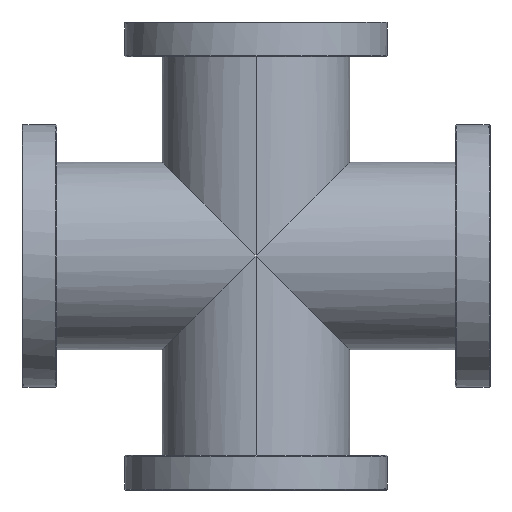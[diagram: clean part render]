
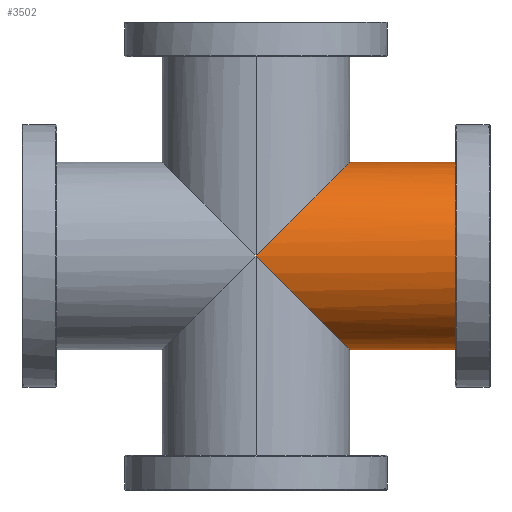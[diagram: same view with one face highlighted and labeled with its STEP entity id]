
A CAD part, left-side view. The second image highlights one B-rep face of the part: STEP entity #3502.
In plain terms, the highlighted cylindrical face has radius 54 mm (diameter 108 mm), a partial arc.
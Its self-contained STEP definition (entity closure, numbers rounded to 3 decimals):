
#104 = CARTESIAN_POINT ( 'NONE',  ( 0., -54., 54. ) ) ;
#116 = DIRECTION ( 'NONE',  ( 0., -1., 0. ) ) ;
#231 =( BOUNDED_CURVE ( )  B_SPLINE_CURVE ( 3, ( #1424, #1566, #1844, #1895 ),
 .UNSPECIFIED., .F., .T. ) 
 B_SPLINE_CURVE_WITH_KNOTS ( ( 4, 4 ),
 ( 4.712, 6.283 ),
 .UNSPECIFIED. ) 
 CURVE ( )  GEOMETRIC_REPRESENTATION_ITEM ( )  RATIONAL_B_SPLINE_CURVE ( ( 1., 0.805, 0.805, 1. ) ) 
 REPRESENTATION_ITEM ( '' )  );
#262 = VERTEX_POINT ( 'NONE', #1740 ) ;
#293 = VERTEX_POINT ( 'NONE', #1819 ) ;
#469 = ORIENTED_EDGE ( 'NONE', *, *, #4982, .F. ) ;
#621 = CARTESIAN_POINT ( 'NONE',  ( 0., -54., 54. ) ) ;
#709 = EDGE_CURVE ( 'NONE', #3618, #293, #231, .T. ) ;
#794 = CARTESIAN_POINT ( 'NONE',  ( 0., -123.9, 0. ) ) ;
#811 = CARTESIAN_POINT ( 'NONE',  ( -31.632, -54., 54. ) ) ;
#1034 = LINE ( 'NONE', #3565, #1953 ) ;
#1149 = DIRECTION ( 'NONE',  ( 0., -1., 0. ) ) ;
#1250 = CARTESIAN_POINT ( 'NONE',  ( -54., 0., 0. ) ) ;
#1309 = AXIS2_PLACEMENT_3D ( 'NONE', #4340, #1149, #1562 ) ;
#1424 = CARTESIAN_POINT ( 'NONE',  ( -54., 0., 0. ) ) ;
#1562 = DIRECTION ( 'NONE',  ( 0., 0., -1. ) ) ;
#1566 = CARTESIAN_POINT ( 'NONE',  ( -54., -31.632, -31.632 ) ) ;
#1740 = CARTESIAN_POINT ( 'NONE',  ( 0., -123.9, -54. ) ) ;
#1754 = VERTEX_POINT ( 'NONE', #2757 ) ;
#1819 = CARTESIAN_POINT ( 'NONE',  ( 0., -54., -54. ) ) ;
#1844 = CARTESIAN_POINT ( 'NONE',  ( -31.632, -54., -54. ) ) ;
#1895 = CARTESIAN_POINT ( 'NONE',  ( 0., -54., -54. ) ) ;
#1910 = EDGE_CURVE ( 'NONE', #262, #1754, #2147, .T. ) ;
#1953 = VECTOR ( 'NONE', #3966, 1000. ) ;
#1983 = DIRECTION ( 'NONE',  ( 0., 0., 1. ) ) ;
#2033 = DIRECTION ( 'NONE',  ( 0., 1., 0. ) ) ;
#2147 = CIRCLE ( 'NONE', #5034, 54. ) ;
#2541 = CARTESIAN_POINT ( 'NONE',  ( 0., 123.9, -54. ) ) ;
#2757 = CARTESIAN_POINT ( 'NONE',  ( 0., -123.9, 54. ) ) ;
#2786 = EDGE_CURVE ( 'NONE', #3116, #3618, #5118, .T. ) ;
#2897 = EDGE_CURVE ( 'NONE', #293, #262, #4077, .T. ) ;
#3116 = VERTEX_POINT ( 'NONE', #621 ) ;
#3465 = EDGE_LOOP ( 'NONE', ( #469, #3650, #4813, #5023, #4567 ) ) ;
#3502 = ADVANCED_FACE ( 'NONE', ( #5061 ), #4942, .T. ) ;
#3565 = CARTESIAN_POINT ( 'NONE',  ( 0., 123.9, 54. ) ) ;
#3618 = VERTEX_POINT ( 'NONE', #4041 ) ;
#3650 = ORIENTED_EDGE ( 'NONE', *, *, #2786, .T. ) ;
#3966 = DIRECTION ( 'NONE',  ( 0., -1., 0. ) ) ;
#4041 = CARTESIAN_POINT ( 'NONE',  ( -54., 0., 0. ) ) ;
#4059 = CARTESIAN_POINT ( 'NONE',  ( -54., -31.632, 31.632 ) ) ;
#4077 = LINE ( 'NONE', #2541, #5019 ) ;
#4340 = CARTESIAN_POINT ( 'NONE',  ( 0., 123.9, 0. ) ) ;
#4567 = ORIENTED_EDGE ( 'NONE', *, *, #1910, .T. ) ;
#4813 = ORIENTED_EDGE ( 'NONE', *, *, #709, .T. ) ;
#4942 = CYLINDRICAL_SURFACE ( 'NONE', #1309, 54. ) ;
#4982 = EDGE_CURVE ( 'NONE', #3116, #1754, #1034, .T. ) ;
#5019 = VECTOR ( 'NONE', #116, 1000. ) ;
#5023 = ORIENTED_EDGE ( 'NONE', *, *, #2897, .T. ) ;
#5034 = AXIS2_PLACEMENT_3D ( 'NONE', #794, #2033, #1983 ) ;
#5061 = FACE_OUTER_BOUND ( 'NONE', #3465, .T. ) ;
#5118 =( BOUNDED_CURVE ( )  B_SPLINE_CURVE ( 3, ( #104, #811, #4059, #1250 ),
 .UNSPECIFIED., .F., .T. ) 
 B_SPLINE_CURVE_WITH_KNOTS ( ( 4, 4 ),
 ( 3.142, 4.712 ),
 .UNSPECIFIED. ) 
 CURVE ( )  GEOMETRIC_REPRESENTATION_ITEM ( )  RATIONAL_B_SPLINE_CURVE ( ( 1., 0.805, 0.805, 1. ) ) 
 REPRESENTATION_ITEM ( '' )  );
